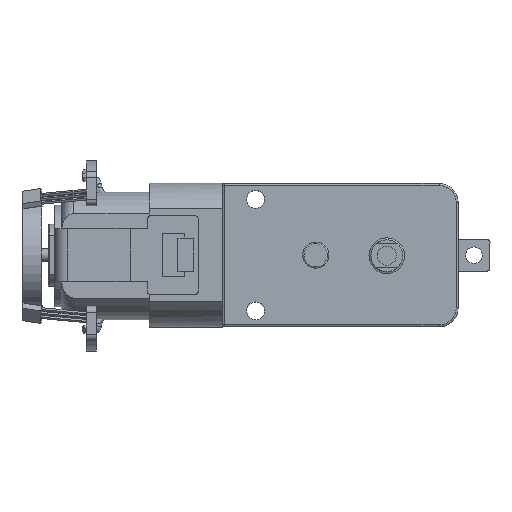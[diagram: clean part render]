
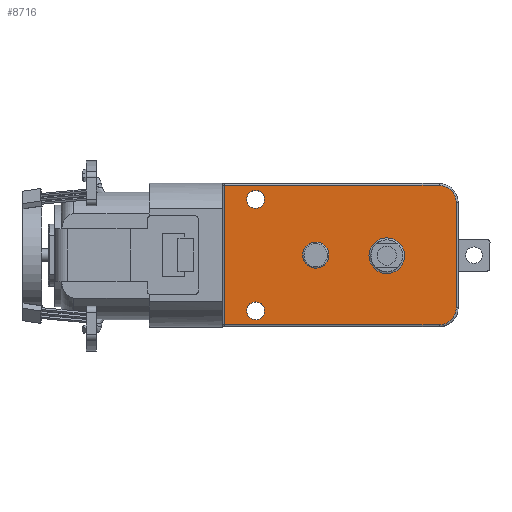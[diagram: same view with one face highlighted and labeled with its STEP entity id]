
A CAD part, top view. The second image highlights one B-rep face of the part: STEP entity #8716.
In plain terms, the highlighted face is planar.
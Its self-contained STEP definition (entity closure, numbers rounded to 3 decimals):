
#298=FACE_BOUND('',#895,.T.);
#299=FACE_BOUND('',#896,.T.);
#300=FACE_BOUND('',#897,.T.);
#301=FACE_BOUND('',#898,.T.);
#417=FACE_OUTER_BOUND('',#894,.T.);
#894=EDGE_LOOP('',(#5871,#5872,#5873,#5874,#5875,#5876));
#895=EDGE_LOOP('',(#5877));
#896=EDGE_LOOP('',(#5878));
#897=EDGE_LOOP('',(#5879));
#898=EDGE_LOOP('',(#5880));
#1382=CIRCLE('',#9278,2.7);
#1386=CIRCLE('',#9286,2.7);
#1396=CIRCLE('',#9309,2.8);
#1397=CIRCLE('',#9310,2.05);
#1398=CIRCLE('',#9311,1.4);
#1399=CIRCLE('',#9312,1.4);
#1675=LINE('',#12530,#2615);
#1678=LINE('',#12537,#2618);
#1681=LINE('',#12573,#2621);
#1684=LINE('',#12580,#2624);
#2615=VECTOR('',#10158,1000.);
#2618=VECTOR('',#10165,1000.);
#2621=VECTOR('',#10188,1000.);
#2624=VECTOR('',#10195,1000.);
#3553=VERTEX_POINT('',#12523);
#3555=VERTEX_POINT('',#12528);
#3556=VERTEX_POINT('',#12533);
#3559=VERTEX_POINT('',#12543);
#3564=VERTEX_POINT('',#12571);
#3565=VERTEX_POINT('',#12576);
#3576=VERTEX_POINT('',#12631);
#3577=VERTEX_POINT('',#12633);
#3578=VERTEX_POINT('',#12635);
#3579=VERTEX_POINT('',#12637);
#4426=EDGE_CURVE('',#3553,#3555,#1675,.T.);
#4430=EDGE_CURVE('',#3556,#3553,#1678,.T.);
#4435=EDGE_CURVE('',#3559,#3556,#1382,.T.);
#4440=EDGE_CURVE('',#3555,#3564,#1681,.T.);
#4444=EDGE_CURVE('',#3565,#3559,#1684,.T.);
#4446=EDGE_CURVE('',#3564,#3565,#1386,.T.);
#4472=EDGE_CURVE('',#3576,#3576,#1396,.T.);
#4473=EDGE_CURVE('',#3577,#3577,#1397,.T.);
#4474=EDGE_CURVE('',#3578,#3578,#1398,.T.);
#4475=EDGE_CURVE('',#3579,#3579,#1399,.T.);
#5871=ORIENTED_EDGE('',*,*,#4430,.T.);
#5872=ORIENTED_EDGE('',*,*,#4426,.T.);
#5873=ORIENTED_EDGE('',*,*,#4440,.T.);
#5874=ORIENTED_EDGE('',*,*,#4446,.T.);
#5875=ORIENTED_EDGE('',*,*,#4444,.T.);
#5876=ORIENTED_EDGE('',*,*,#4435,.T.);
#5877=ORIENTED_EDGE('',*,*,#4472,.T.);
#5878=ORIENTED_EDGE('',*,*,#4473,.F.);
#5879=ORIENTED_EDGE('',*,*,#4474,.F.);
#5880=ORIENTED_EDGE('',*,*,#4475,.F.);
#8040=PLANE('',#9308);
#8716=ADVANCED_FACE('',(#417,#298,#299,#300,#301),#8040,.F.);
#9278=AXIS2_PLACEMENT_3D('',#12547,#10178,#10179);
#9286=AXIS2_PLACEMENT_3D('',#12583,#10200,#10201);
#9308=AXIS2_PLACEMENT_3D('',#12630,#10260,#10261);
#9309=AXIS2_PLACEMENT_3D('',#12632,#10262,#10263);
#9310=AXIS2_PLACEMENT_3D('',#12634,#10264,#10265);
#9311=AXIS2_PLACEMENT_3D('',#12636,#10266,#10267);
#9312=AXIS2_PLACEMENT_3D('',#12638,#10268,#10269);
#10158=DIRECTION('',(-1.,0.,0.));
#10165=DIRECTION('',(0.,0.,1.));
#10178=DIRECTION('center_axis',(0.,-1.,0.));
#10179=DIRECTION('ref_axis',(0.,0.,1.));
#10188=DIRECTION('',(0.,0.,-1.));
#10195=DIRECTION('',(1.,0.,0.));
#10200=DIRECTION('center_axis',(0.,-1.,0.));
#10201=DIRECTION('ref_axis',(0.,0.,1.));
#10260=DIRECTION('center_axis',(0.,1.,0.));
#10261=DIRECTION('ref_axis',(0.,0.,1.));
#10262=DIRECTION('center_axis',(0.,1.,0.));
#10263=DIRECTION('ref_axis',(0.,0.,1.));
#10264=DIRECTION('center_axis',(0.,-1.,0.));
#10265=DIRECTION('ref_axis',(0.,0.,1.));
#10266=DIRECTION('center_axis',(0.,-1.,0.));
#10267=DIRECTION('ref_axis',(0.,0.,-1.));
#10268=DIRECTION('center_axis',(0.,-1.,0.));
#10269=DIRECTION('ref_axis',(0.,0.,-1.));
#12523=CARTESIAN_POINT('',(3.026,3.095,36.7));
#12528=CARTESIAN_POINT('',(-18.874,3.095,36.7));
#12530=CARTESIAN_POINT('',(-19.174,3.095,36.7));
#12533=CARTESIAN_POINT('',(3.026,3.095,3.));
#12537=CARTESIAN_POINT('',(3.026,3.095,37.));
#12543=CARTESIAN_POINT('',(0.326,3.095,0.3));
#12547=CARTESIAN_POINT('Origin',(0.326,3.095,3.));
#12571=CARTESIAN_POINT('',(-18.874,3.095,3.));
#12573=CARTESIAN_POINT('',(-18.874,3.095,37.));
#12576=CARTESIAN_POINT('',(-16.174,3.095,0.3));
#12580=CARTESIAN_POINT('',(-19.174,3.095,0.3));
#12583=CARTESIAN_POINT('Origin',(-16.174,3.095,3.));
#12630=CARTESIAN_POINT('Origin',(-19.174,3.095,37.));
#12631=CARTESIAN_POINT('',(-8.024,3.095,8.4));
#12632=CARTESIAN_POINT('Origin',(-8.024,3.095,11.2));
#12633=CARTESIAN_POINT('',(-7.924,3.095,20.31));
#12634=CARTESIAN_POINT('Origin',(-7.924,3.095,22.36));
#12635=CARTESIAN_POINT('',(0.826,3.095,33.2));
#12636=CARTESIAN_POINT('Origin',(0.826,3.095,31.8));
#12637=CARTESIAN_POINT('',(-16.674,3.095,33.2));
#12638=CARTESIAN_POINT('Origin',(-16.674,3.095,31.8));
